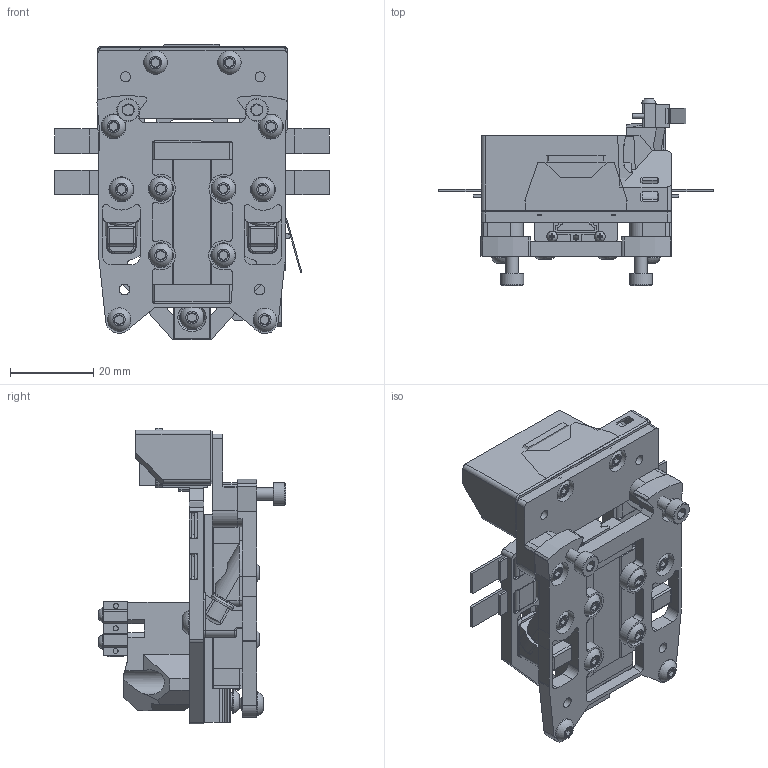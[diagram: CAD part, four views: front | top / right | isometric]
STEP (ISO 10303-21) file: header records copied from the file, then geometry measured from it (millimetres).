
FILE_DESCRIPTION(/* description */ (''),/* implementation_level */ '2;1');
FILE_NAME(/* name */ 'Metal Tap Assembly.step',/* time_stamp */ '2023-10-29T12:21:29-07:00',/* author */ (''),/* organization */ (''),/* preprocessor_version */ 'ST-DEVELOPER v20',/* originating_system */ 'Autodesk Translation Framework v12.14.0.127',/* authorisation */ '');
FILE_SCHEMA (('AUTOMOTIVE_DESIGN { 1 0 10303 214 3 1 1 }'));
Products named in the file (36): Metal Tap Assembly; Front Part; MGN9H Carriage; Front Part - Hardware; M3x12 SHCS; M3x4 BHCS; Carriage Front Screw Holder; M3 Threaded Insert; Carriage Front Screw Holder (1); M3x4 FHCS; M3 Threaded Insert (1); Carriage Front Screw Holder_1; Center Part; MGN9 Rail - 50mm; MGN9 Rail - Hardware; M3x10 BHCS; Carriage Center Magnet Holder; M3 Threaded Insert (2); Endstop; KW10 Microswitch v1; M2x10 Self-Tapping Screw; Gantry Belts; Gates GT2 6mm Belt; Carriage Center Magnet Holder (1); 6x3mm Magnet; M3 Threaded Insert (3); Carriage Center Magnet Holder_1; Top Part; Wired Optical Sensor Adapter; OPB990P51Z Optical Sensor; M3 Threaded Insert (5); M3 5x4 Heatset Insert; M3x6 BHCS; M3x8 BHCS; OptoTap PCB Mount; OptoTap PCB Dummy (1)
Assembly tree (67 placements, depth 6):
  Metal Tap Assembly
    Front Part
      MGN9H Carriage
      Front Part - Hardware
        M3x4 BHCS  x8
        M3x12 SHCS  x2
        M3x6 BHCS  x2
      Carriage Front Screw Holder
        M3x4 FHCS
        M3 Threaded Insert
          M3 5x4 Heatset Insert
        Carriage Front Screw Holder_1
      Carriage Front Screw Holder (1)
        M3x4 FHCS
        M3 Threaded Insert (1)
          M3 5x4 Heatset Insert
        Carriage Front Screw Holder_1
    Center Part
      MGN9 Rail - 50mm
        MGN9 Rail - Hardware
          M3x10 BHCS
            M3 5x4 Heatset Insert
        M3x6 BHCS  x2
      Carriage Center Magnet Holder
        6x3mm Magnet
        M3 Threaded Insert (2)
          M3 5x4 Heatset Insert
        M3x6 BHCS
        Carriage Center Magnet Holder_1
      Endstop
        KW10 Microswitch v1
          M2x10 Self-Tapping Screw  x2
        6x3mm Magnet
        M3x6 BHCS  x2
      Gantry Belts
        Gates GT2 6mm Belt  x4
      Carriage Center Magnet Holder (1)
        6x3mm Magnet
        M3 Threaded Insert (3)
          M3 5x4 Heatset Insert
        M3x6 BHCS
        Carriage Center Magnet Holder_1
    Top Part
      Wired Optical Sensor Adapter
        OPB990P51Z Optical Sensor
        M3 5x4 Heatset Insert
        M3 Threaded Insert (5)
          M3 5x4 Heatset Insert
        M3x6 BHCS  x2
        M3x8 BHCS
      OptoTap PCB Mount
      OptoTap PCB Dummy (1)
Bounding box: 66.12 x 45.1 x 71.27 mm (x, y, z)
Volume: 36441.2 mm3; surface area: 36930.4 mm2
Topology: 65 solids, 65 shells, 2903 faces, 7482 edges, 4829 vertices
Faces by surface type: plane 1213, cylinder 710, bspline 575, cone 365, sphere 26, torus 14
Full cylindrical faces by diameter (mm): 0.4 x3, 1.2 x3, 1.288 x5, 1.9 x1, 2 x3, 2.4 x4, 2.529 x11, 2.603 x4, 2.7 x2, 2.8 x4, 2.9 x7, 3 x45, 3.1 x1, 3.2 x6, 3.4 x3, 3.5 x5, 4.1 x7, 4.25 x14, 4.7 x8, 5.5 x2, 5.7 x22, 6 x18
Entity records: 58680 total; most frequent: CARTESIAN_POINT 17338, ORIENTED_EDGE 8458, DIRECTION 8406, EDGE_CURVE 4229, AXIS2_PLACEMENT_3D 2838, VERTEX_POINT 2751, LINE 2730, VECTOR 2730
